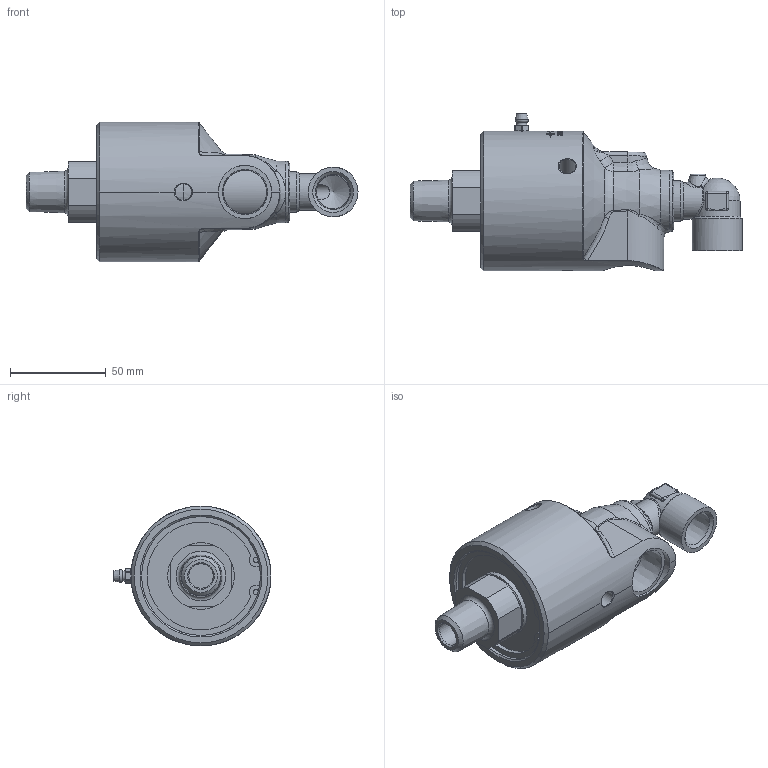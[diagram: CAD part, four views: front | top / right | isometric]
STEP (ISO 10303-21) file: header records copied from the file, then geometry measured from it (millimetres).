
FILE_DESCRIPTION(/* description */ (''),/* implementation_level */ '2;1');
FILE_NAME(/* name */ '255-000-018044-IC.stp',/* time_stamp */ '2020-05-19T11:18:43-05:00',/* author */ ('GALINDOLM'),/* organization */ (''),/* preprocessor_version */ 'ST-DEVELOPER v18',/* originating_system */ 'Autodesk Inventor 2020',/* authorisation */ '');
FILE_SCHEMA (('AUTOMOTIVE_DESIGN { 1 0 10303 214 3 1 1 }'));
Length unit declared in the file: millimetre
Products named in the file (1): 255-000-018044-IC
Bounding box: 173.32 x 82.41 x 73 mm (x, y, z)
Volume: 319266.5 mm3; surface area: 52005.3 mm2
Topology: 1 solids, 1 shells, 579 faces, 1550 edges, 1007 vertices
Faces by surface type: bspline 242, plane 157, cylinder 97, cone 60, torus 12, sphere 11
Full cylindrical faces by diameter (mm): 2.005 x1, 2.794 x2, 3.5 x1, 5.359 x1, 7.95 x1, 8.6 x3, 12.7 x1, 17.475 x1, 19 x1, 22.631 x1, 26 x1, 27.8 x1, 29.85 x1, 30.05 x1, 34.8 x1, 62.05 x1
Entity records: 28449 total; most frequent: CARTESIAN_POINT 14968, ORIENTED_EDGE 3078, DIRECTION 2216, EDGE_CURVE 1539, VERTEX_POINT 1007, AXIS2_PLACEMENT_3D 853, EDGE_LOOP 634, FACE_OUTER_BOUND 579
